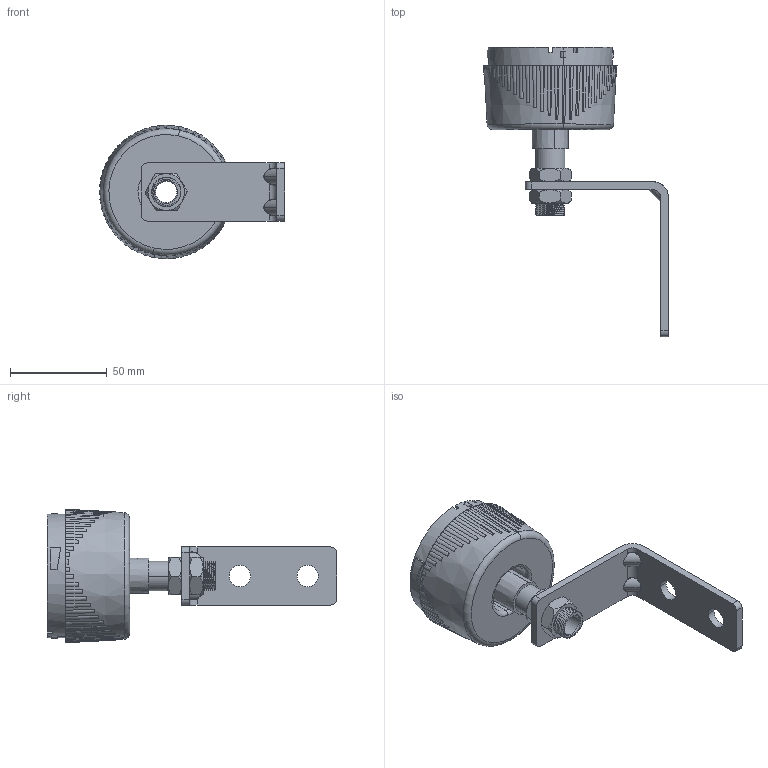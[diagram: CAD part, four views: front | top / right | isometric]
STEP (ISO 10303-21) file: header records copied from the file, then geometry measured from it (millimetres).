
FILE_DESCRIPTION (( 'STEP AP214' ), '1' );
FILE_NAME ('TLM Short 90 Bracket.STEP', '2025-04-04T08:43:25', ( '' ), ( '' ), 'SwSTEP 2.0', 'SolidWorks 2025', '' );
FILE_SCHEMA (( 'AUTOMOTIVE_DESIGN' ));
Length unit declared in the file: millimetre
Products named in the file (1): TLM Short 90 Bracket
Bounding box: 95.58 x 149.5 x 68.99 mm (x, y, z)
Volume: 68267.7 mm3; surface area: 50890.5 mm2
Topology: 5 solids, 5 shells, 375 faces, 1038 edges, 676 vertices
Faces by surface type: plane 129, cone 104, cylinder 94, bspline 44, torus 4
Entity records: 16888 total; most frequent: CARTESIAN_POINT 7782, ORIENTED_EDGE 2076, DIRECTION 1806, EDGE_CURVE 1038, AXIS2_PLACEMENT_3D 792, VERTEX_POINT 676, CIRCLE 460, EDGE_LOOP 400
